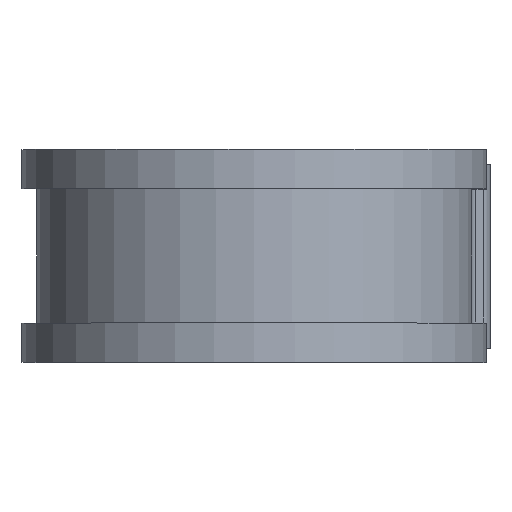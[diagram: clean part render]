
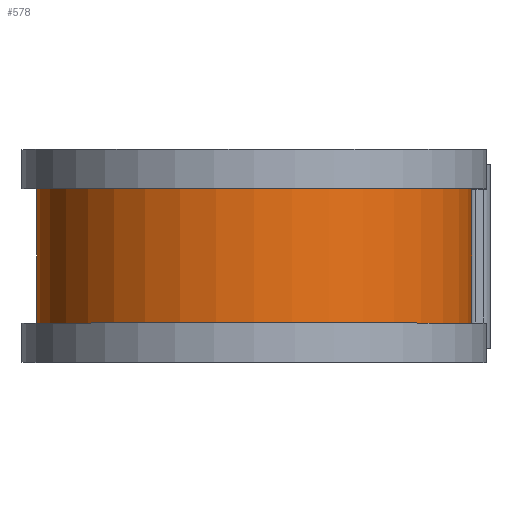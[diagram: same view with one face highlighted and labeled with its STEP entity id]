
A CAD part, top view. The second image highlights one B-rep face of the part: STEP entity #578.
In plain terms, the highlighted cylindrical face has radius 22.581 mm (diameter 45.161 mm), a partial arc.
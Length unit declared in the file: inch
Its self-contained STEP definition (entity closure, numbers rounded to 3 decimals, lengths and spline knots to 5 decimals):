
#138 = LINE ( 'NONE', #958, #1566 ) ;
#160 = DIRECTION ( 'NONE',  ( 0., 0., -1. ) ) ;
#190 = CARTESIAN_POINT ( 'NONE',  ( 0.889, -0.275, 0. ) ) ;
#265 = CARTESIAN_POINT ( 'NONE',  ( 0., 0.375, -0.889 ) ) ;
#280 = ORIENTED_EDGE ( 'NONE', *, *, #1577, .T. ) ;
#289 = ORIENTED_EDGE ( 'NONE', *, *, #1225, .T. ) ;
#439 = EDGE_LOOP ( 'NONE', ( #693, #289, #280, #849 ) ) ;
#450 = DIRECTION ( 'NONE',  ( 0., -1., 0. ) ) ;
#501 = VERTEX_POINT ( 'NONE', #1639 ) ;
#510 = CARTESIAN_POINT ( 'NONE',  ( 0., -0.275, -0.889 ) ) ;
#578 = ADVANCED_FACE ( 'NONE', ( #609 ), #957, .T. ) ;
#609 = FACE_OUTER_BOUND ( 'NONE', #439, .T. ) ;
#651 = VECTOR ( 'NONE', #450, 39.37008 ) ;
#678 = DIRECTION ( 'NONE',  ( 0., -1., 0. ) ) ;
#693 = ORIENTED_EDGE ( 'NONE', *, *, #1040, .F. ) ;
#719 = CIRCLE ( 'NONE', #1050, 0.889 ) ;
#740 = CARTESIAN_POINT ( 'NONE',  ( 0., -0.275, 0. ) ) ;
#849 = ORIENTED_EDGE ( 'NONE', *, *, #1542, .F. ) ;
#877 = DIRECTION ( 'NONE',  ( 0., 0., -1. ) ) ;
#957 = CYLINDRICAL_SURFACE ( 'NONE', #1756, 0.889 ) ;
#958 = CARTESIAN_POINT ( 'NONE',  ( 0.889, 0.375, 0. ) ) ;
#1040 = EDGE_CURVE ( 'NONE', #501, #1084, #138, .T. ) ;
#1050 = AXIS2_PLACEMENT_3D ( 'NONE', #1754, #1072, #160 ) ;
#1072 = DIRECTION ( 'NONE',  ( 0., -1., 0. ) ) ;
#1084 = VERTEX_POINT ( 'NONE', #190 ) ;
#1086 = DIRECTION ( 'NONE',  ( 0., -1., 0. ) ) ;
#1091 = CARTESIAN_POINT ( 'NONE',  ( 0., 0.375, 0. ) ) ;
#1223 = VERTEX_POINT ( 'NONE', #510 ) ;
#1225 = EDGE_CURVE ( 'NONE', #501, #1699, #719, .T. ) ;
#1247 = DIRECTION ( 'NONE',  ( 0., 0., -1. ) ) ;
#1313 = CARTESIAN_POINT ( 'NONE',  ( 0., 0.275, -0.889 ) ) ;
#1478 = AXIS2_PLACEMENT_3D ( 'NONE', #740, #1606, #877 ) ;
#1542 = EDGE_CURVE ( 'NONE', #1084, #1223, #1676, .T. ) ;
#1566 = VECTOR ( 'NONE', #678, 39.37008 ) ;
#1577 = EDGE_CURVE ( 'NONE', #1699, #1223, #1642, .T. ) ;
#1606 = DIRECTION ( 'NONE',  ( 0., -1., 0. ) ) ;
#1639 = CARTESIAN_POINT ( 'NONE',  ( 0.889, 0.275, 0. ) ) ;
#1642 = LINE ( 'NONE', #265, #651 ) ;
#1676 = CIRCLE ( 'NONE', #1478, 0.889 ) ;
#1699 = VERTEX_POINT ( 'NONE', #1313 ) ;
#1754 = CARTESIAN_POINT ( 'NONE',  ( 0., 0.275, 0. ) ) ;
#1756 = AXIS2_PLACEMENT_3D ( 'NONE', #1091, #1086, #1247 ) ;
